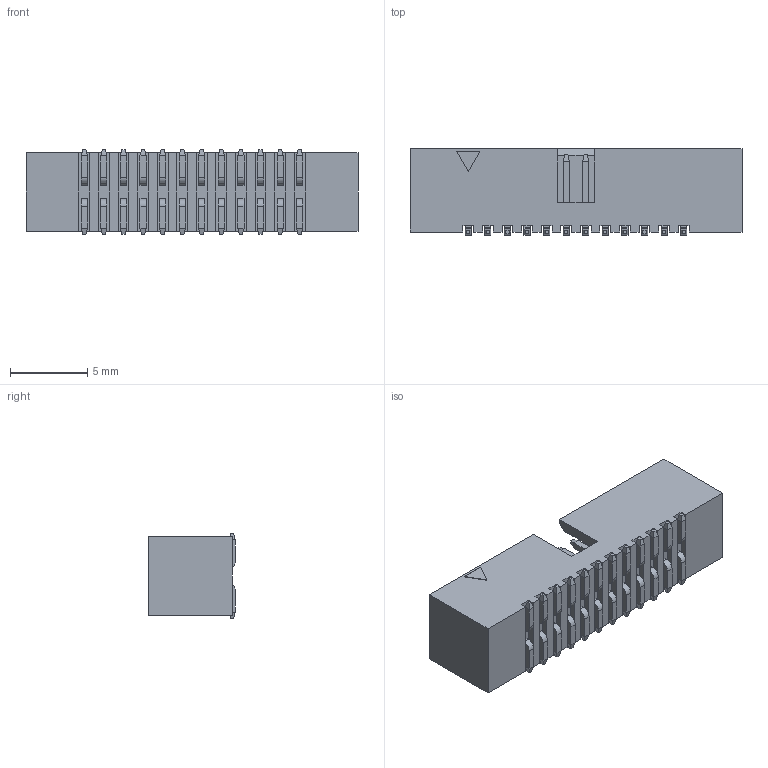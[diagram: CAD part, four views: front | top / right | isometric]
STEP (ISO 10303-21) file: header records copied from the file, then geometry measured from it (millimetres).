
FILE_DESCRIPTION (( 'STEP AP214' ), '1' );
FILE_NAME ('3220-24-0300.STEP', '2017-09-04T07:54:37', ( '' ), ( '' ), 'SwSTEP 2.0', 'SolidWorks 2016', '' );
FILE_SCHEMA (( 'AUTOMOTIVE_DESIGN' ));
Length unit declared in the file: millimetre
Products named in the file (3): 00-T-SMT-24_�� 㬮�砭��; 00-H-24_�� 㬮�砭��; 3220-24-0300
Assembly tree (2 placements, depth 2):
  3220-24-0300
    00-H-24_�� 㬮�砭��
    00-T-SMT-24_�� 㬮�砭��
Bounding box: 21.54 x 5.6 x 5.5 mm (x, y, z)
Volume: 331.4 mm3; surface area: 957.8 mm2
Topology: 25 solids, 25 shells, 503 faces, 1160 edges, 708 vertices
Faces by surface type: plane 455, cylinder 48
Entity records: 14079 total; most frequent: CARTESIAN_POINT 2376, ORIENTED_EDGE 2320, DIRECTION 2272, EDGE_CURVE 1160, VECTOR 1064, LINE 1064, VERTEX_POINT 708, AXIS2_PLACEMENT_3D 604
